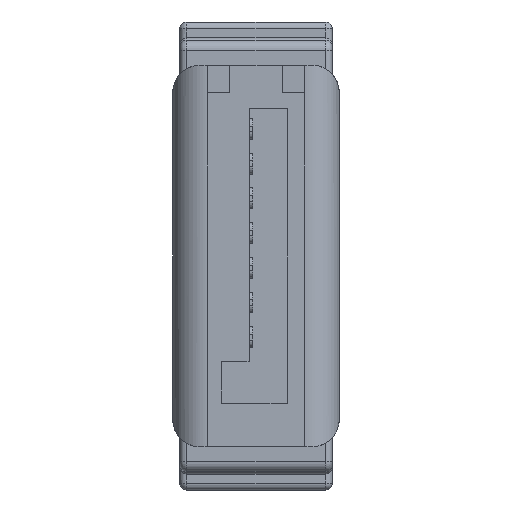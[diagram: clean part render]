
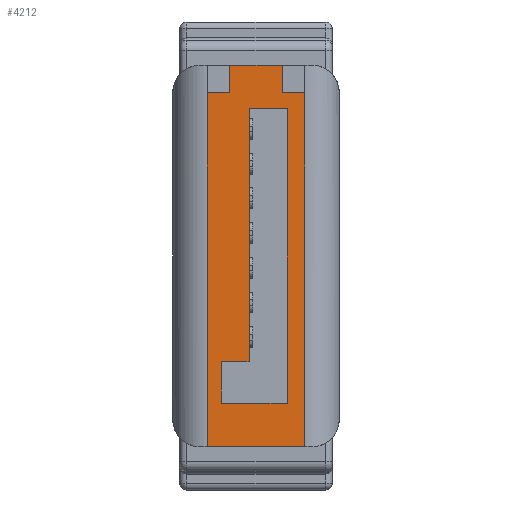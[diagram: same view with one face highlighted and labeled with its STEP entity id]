
A CAD part, left-side view. The second image highlights one B-rep face of the part: STEP entity #4212.
In plain terms, the highlighted face is planar.
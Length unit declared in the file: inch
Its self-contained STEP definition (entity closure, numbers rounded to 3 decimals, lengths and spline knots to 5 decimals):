
#140 = EDGE_CURVE ( 'NONE', #13832, #11313, #15542, .T. ) ;
#149 = ORIENTED_EDGE ( 'NONE', *, *, #3711, .F. ) ;
#172 = DIRECTION ( 'NONE',  ( 0., 0., -1. ) ) ;
#252 = CARTESIAN_POINT ( 'NONE',  ( 0.455, -0.01, -0.152 ) ) ;
#470 = VERTEX_POINT ( 'NONE', #4457 ) ;
#571 = DIRECTION ( 'NONE',  ( 0., 0., -1. ) ) ;
#609 = EDGE_CURVE ( 'NONE', #12059, #15465, #1197, .T. ) ;
#628 = VECTOR ( 'NONE', #6776, 39.37008 ) ;
#654 = DIRECTION ( 'NONE',  ( 0., -1., 0. ) ) ;
#849 = CARTESIAN_POINT ( 'NONE',  ( 0.455, -0.01, 0.212 ) ) ;
#936 = DIRECTION ( 'NONE',  ( 0., 0., 1. ) ) ;
#964 = VECTOR ( 'NONE', #172, 39.37008 ) ;
#1015 = LINE ( 'NONE', #4410, #9592 ) ;
#1197 = LINE ( 'NONE', #3354, #2473 ) ;
#1479 = VECTOR ( 'NONE', #11639, 39.37008 ) ;
#1534 = ORIENTED_EDGE ( 'NONE', *, *, #16486, .F. ) ;
#1668 = VERTEX_POINT ( 'NONE', #2960 ) ;
#1749 = VECTOR ( 'NONE', #10247, 39.37008 ) ;
#1781 = DIRECTION ( 'NONE',  ( 0., 0., -1. ) ) ;
#1964 = LINE ( 'NONE', #17107, #1749 ) ;
#1999 = VERTEX_POINT ( 'NONE', #9272 ) ;
#2473 = VECTOR ( 'NONE', #654, 39.37008 ) ;
#2618 = CARTESIAN_POINT ( 'NONE',  ( 0.455, -0.07, 0.235 ) ) ;
#2632 = CARTESIAN_POINT ( 'NONE',  ( 0.455, 0., 0.235 ) ) ;
#2749 = DIRECTION ( 'NONE',  ( 0., 0., 1. ) ) ;
#2774 = CARTESIAN_POINT ( 'NONE',  ( 0.455, -0.0375, 0.27461 ) ) ;
#2864 = DIRECTION ( 'NONE',  ( -1., 0., 0. ) ) ;
#2960 = CARTESIAN_POINT ( 'NONE',  ( 0.455, 0.0375, 0.235 ) ) ;
#3354 = CARTESIAN_POINT ( 'NONE',  ( 0.455, -0.01, -0.152 ) ) ;
#3424 = FACE_BOUND ( 'NONE', #9499, .T. ) ;
#3645 = ORIENTED_EDGE ( 'NONE', *, *, #16752, .F. ) ;
#3711 = EDGE_CURVE ( 'NONE', #1999, #11313, #4917, .T. ) ;
#4146 = ORIENTED_EDGE ( 'NONE', *, *, #14476, .F. ) ;
#4150 = ORIENTED_EDGE ( 'NONE', *, *, #16736, .F. ) ;
#4151 = DIRECTION ( 'NONE',  ( 0., 0., -1. ) ) ;
#4212 = ADVANCED_FACE ( 'NONE', ( #3424, #10687 ), #10767, .F. ) ;
#4343 = VECTOR ( 'NONE', #15162, 39.37008 ) ;
#4410 = CARTESIAN_POINT ( 'NONE',  ( 0.455, -0.0375, 0. ) ) ;
#4457 = CARTESIAN_POINT ( 'NONE',  ( 0.455, -0.05, -0.212 ) ) ;
#4726 = EDGE_CURVE ( 'NONE', #9082, #1668, #11876, .T. ) ;
#4917 = LINE ( 'NONE', #13839, #11574 ) ;
#5271 = CARTESIAN_POINT ( 'NONE',  ( 0.455, -0.0375, 0.27461 ) ) ;
#5474 = VECTOR ( 'NONE', #12948, 39.37008 ) ;
#5624 = DIRECTION ( 'NONE',  ( 0., -1., 0. ) ) ;
#5682 = CARTESIAN_POINT ( 'NONE',  ( 0.455, 0.0375, 0.27461 ) ) ;
#5852 = VERTEX_POINT ( 'NONE', #8578 ) ;
#6063 = EDGE_CURVE ( 'NONE', #6759, #1668, #1964, .T. ) ;
#6197 = EDGE_CURVE ( 'NONE', #13832, #5852, #7542, .T. ) ;
#6646 = DIRECTION ( 'NONE',  ( 0., 1., 0. ) ) ;
#6759 = VERTEX_POINT ( 'NONE', #9251 ) ;
#6776 = DIRECTION ( 'NONE',  ( 0., 1., 0. ) ) ;
#6943 = LINE ( 'NONE', #10451, #9945 ) ;
#7416 = VERTEX_POINT ( 'NONE', #5271 ) ;
#7542 = LINE ( 'NONE', #2632, #12233 ) ;
#7761 = ORIENTED_EDGE ( 'NONE', *, *, #11056, .T. ) ;
#7920 = ORIENTED_EDGE ( 'NONE', *, *, #8256, .F. ) ;
#8005 = LINE ( 'NONE', #2774, #4343 ) ;
#8256 = EDGE_CURVE ( 'NONE', #6759, #1999, #16252, .T. ) ;
#8421 = CARTESIAN_POINT ( 'NONE',  ( 0.455, -0.01, 0.212 ) ) ;
#8578 = CARTESIAN_POINT ( 'NONE',  ( 0.455, -0.0375, 0.235 ) ) ;
#8589 = CARTESIAN_POINT ( 'NONE',  ( 0.455, 0.045, 0.212 ) ) ;
#8596 = VERTEX_POINT ( 'NONE', #11334 ) ;
#8781 = CARTESIAN_POINT ( 'NONE',  ( 0.455, 0.07, 0. ) ) ;
#8901 = EDGE_LOOP ( 'NONE', ( #10661, #4150, #7761, #11963, #9676, #149, #7920, #15708 ) ) ;
#9028 = CARTESIAN_POINT ( 'NONE',  ( 0.455, -0.05, -0.152 ) ) ;
#9082 = VERTEX_POINT ( 'NONE', #5682 ) ;
#9182 = ORIENTED_EDGE ( 'NONE', *, *, #609, .F. ) ;
#9251 = CARTESIAN_POINT ( 'NONE',  ( 0.455, 0.07, 0.235 ) ) ;
#9272 = CARTESIAN_POINT ( 'NONE',  ( 0.455, 0.07, -0.27461 ) ) ;
#9467 = CARTESIAN_POINT ( 'NONE',  ( 0.455, 0.045, -0.212 ) ) ;
#9499 = EDGE_LOOP ( 'NONE', ( #4146, #3645, #1534, #17290, #9728, #9182 ) ) ;
#9592 = VECTOR ( 'NONE', #1781, 39.37008 ) ;
#9676 = ORIENTED_EDGE ( 'NONE', *, *, #140, .T. ) ;
#9728 = ORIENTED_EDGE ( 'NONE', *, *, #14354, .F. ) ;
#9734 = CARTESIAN_POINT ( 'NONE',  ( 0.455, -0.05, -0.212 ) ) ;
#9834 = CARTESIAN_POINT ( 'NONE',  ( 0.455, 0.045, 0.212 ) ) ;
#9945 = VECTOR ( 'NONE', #936, 39.37008 ) ;
#10089 = AXIS2_PLACEMENT_3D ( 'NONE', #11071, #2864, #2749 ) ;
#10247 = DIRECTION ( 'NONE',  ( 0., -1., 0. ) ) ;
#10257 = LINE ( 'NONE', #9467, #628 ) ;
#10451 = CARTESIAN_POINT ( 'NONE',  ( 0.455, 0.045, 0.212 ) ) ;
#10545 = EDGE_CURVE ( 'NONE', #470, #8596, #10257, .T. ) ;
#10661 = ORIENTED_EDGE ( 'NONE', *, *, #4726, .F. ) ;
#10687 = FACE_OUTER_BOUND ( 'NONE', #8901, .T. ) ;
#10767 = PLANE ( 'NONE',  #10089 ) ;
#11056 = EDGE_CURVE ( 'NONE', #7416, #5852, #1015, .T. ) ;
#11071 = CARTESIAN_POINT ( 'NONE',  ( 0.455, 0.12, -0.275 ) ) ;
#11107 = CARTESIAN_POINT ( 'NONE',  ( 0.455, 0.0375, 0. ) ) ;
#11313 = VERTEX_POINT ( 'NONE', #15948 ) ;
#11334 = CARTESIAN_POINT ( 'NONE',  ( 0.455, 0.045, -0.212 ) ) ;
#11574 = VECTOR ( 'NONE', #5624, 39.37008 ) ;
#11639 = DIRECTION ( 'NONE',  ( 0., 0., -1. ) ) ;
#11876 = LINE ( 'NONE', #11107, #964 ) ;
#11963 = ORIENTED_EDGE ( 'NONE', *, *, #6197, .F. ) ;
#12059 = VERTEX_POINT ( 'NONE', #252 ) ;
#12233 = VECTOR ( 'NONE', #6646, 39.37008 ) ;
#12417 = VECTOR ( 'NONE', #571, 39.37008 ) ;
#12948 = DIRECTION ( 'NONE',  ( 0., 0., -1. ) ) ;
#13596 = VERTEX_POINT ( 'NONE', #9834 ) ;
#13714 = LINE ( 'NONE', #9734, #14142 ) ;
#13832 = VERTEX_POINT ( 'NONE', #2618 ) ;
#13839 = CARTESIAN_POINT ( 'NONE',  ( 0.455, 0.07, -0.27461 ) ) ;
#14142 = VECTOR ( 'NONE', #4151, 39.37008 ) ;
#14151 = CARTESIAN_POINT ( 'NONE',  ( 0.455, -0.07, 0. ) ) ;
#14354 = EDGE_CURVE ( 'NONE', #15465, #470, #13714, .T. ) ;
#14425 = VECTOR ( 'NONE', #15284, 39.37008 ) ;
#14476 = EDGE_CURVE ( 'NONE', #17653, #12059, #16060, .T. ) ;
#15044 = LINE ( 'NONE', #8589, #14425 ) ;
#15162 = DIRECTION ( 'NONE',  ( 0., 1., 0. ) ) ;
#15284 = DIRECTION ( 'NONE',  ( 0., -1., 0. ) ) ;
#15465 = VERTEX_POINT ( 'NONE', #9028 ) ;
#15542 = LINE ( 'NONE', #14151, #5474 ) ;
#15708 = ORIENTED_EDGE ( 'NONE', *, *, #6063, .T. ) ;
#15948 = CARTESIAN_POINT ( 'NONE',  ( 0.455, -0.07, -0.27461 ) ) ;
#16060 = LINE ( 'NONE', #8421, #12417 ) ;
#16252 = LINE ( 'NONE', #8781, #1479 ) ;
#16486 = EDGE_CURVE ( 'NONE', #8596, #13596, #6943, .T. ) ;
#16736 = EDGE_CURVE ( 'NONE', #7416, #9082, #8005, .T. ) ;
#16752 = EDGE_CURVE ( 'NONE', #13596, #17653, #15044, .T. ) ;
#17107 = CARTESIAN_POINT ( 'NONE',  ( 0.455, 0., 0.235 ) ) ;
#17290 = ORIENTED_EDGE ( 'NONE', *, *, #10545, .F. ) ;
#17653 = VERTEX_POINT ( 'NONE', #849 ) ;
